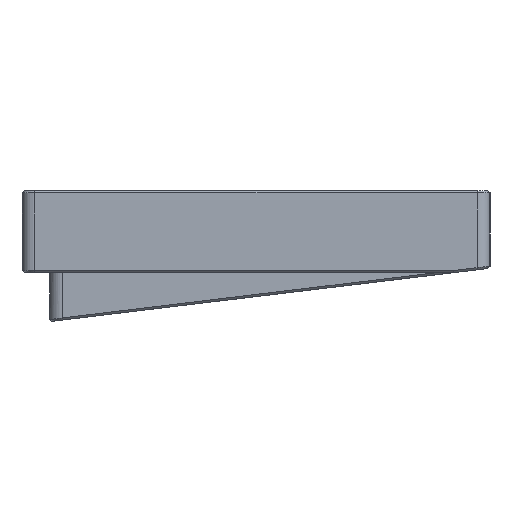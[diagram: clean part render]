
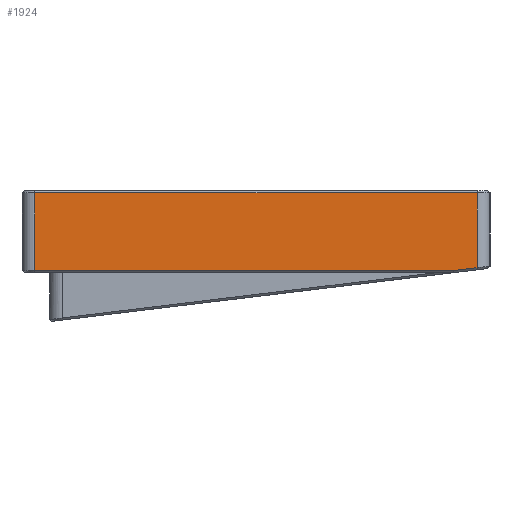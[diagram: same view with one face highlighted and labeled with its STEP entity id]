
A CAD part, left-side view. The second image highlights one B-rep face of the part: STEP entity #1924.
In plain terms, the highlighted planar face has unit normal (-1, 0, 0).
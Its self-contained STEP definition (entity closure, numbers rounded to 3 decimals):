
#172=B_SPLINE_CURVE_WITH_KNOTS('',3,(#3068,#3069,#3070,#3071),
 .UNSPECIFIED.,.F.,.F.,(4,4),(1.551,1.571),
 .UNSPECIFIED.);
#208=FACE_OUTER_BOUND('',#328,.T.);
#328=EDGE_LOOP('',(#1386,#1387,#1388,#1389,#1390,#1391));
#443=LINE('',#2975,#630);
#474=LINE('',#3062,#661);
#475=LINE('',#3066,#662);
#476=LINE('',#3073,#663);
#477=LINE('',#3074,#664);
#630=VECTOR('',#2252,10.);
#661=VECTOR('',#2339,10.);
#662=VECTOR('',#2344,10.);
#663=VECTOR('',#2345,10.);
#664=VECTOR('',#2346,10.);
#825=VERTEX_POINT('',#2972);
#826=VERTEX_POINT('',#2974);
#854=VERTEX_POINT('',#3061);
#855=VERTEX_POINT('',#3065);
#856=VERTEX_POINT('',#3067);
#857=VERTEX_POINT('',#3072);
#1013=EDGE_CURVE('',#825,#826,#443,.T.);
#1057=EDGE_CURVE('',#826,#854,#474,.T.);
#1059=EDGE_CURVE('',#855,#825,#475,.T.);
#1060=EDGE_CURVE('',#856,#855,#172,.T.);
#1061=EDGE_CURVE('',#857,#856,#476,.T.);
#1062=EDGE_CURVE('',#854,#857,#477,.T.);
#1386=ORIENTED_EDGE('',*,*,#1013,.F.);
#1387=ORIENTED_EDGE('',*,*,#1059,.F.);
#1388=ORIENTED_EDGE('',*,*,#1060,.F.);
#1389=ORIENTED_EDGE('',*,*,#1061,.F.);
#1390=ORIENTED_EDGE('',*,*,#1062,.F.);
#1391=ORIENTED_EDGE('',*,*,#1057,.F.);
#1856=PLANE('',#2056);
#1924=ADVANCED_FACE('',(#208),#1856,.F.);
#2056=AXIS2_PLACEMENT_3D('',#3064,#2342,#2343);
#2252=DIRECTION('',(0.,1.,0.));
#2339=DIRECTION('',(0.,0.,1.));
#2342=DIRECTION('center_axis',(1.,0.,0.));
#2343=DIRECTION('ref_axis',(0.,0.,-1.));
#2344=DIRECTION('',(0.,0.993,-0.12));
#2345=DIRECTION('',(0.,0.,-1.));
#2346=DIRECTION('',(0.,-1.,0.));
#2972=CARTESIAN_POINT('',(-146.85,-46.575,11.347));
#2974=CARTESIAN_POINT('',(-146.85,52.1,11.347));
#2975=CARTESIAN_POINT('',(-146.85,-130.957,11.347));
#3061=CARTESIAN_POINT('',(-146.85,52.1,29.647));
#3062=CARTESIAN_POINT('',(-146.85,52.1,7.536));
#3064=CARTESIAN_POINT('Origin',(-146.85,0.,-0.002));
#3065=CARTESIAN_POINT('',(-146.85,-52.04,12.008));
#3066=CARTESIAN_POINT('',(-146.85,21.796,3.073));
#3067=CARTESIAN_POINT('',(-146.85,-52.1,12.015));
#3068=CARTESIAN_POINT('Ctrl Pts',(-146.85,-52.1,12.015));
#3069=CARTESIAN_POINT('Ctrl Pts',(-146.85,-52.08,12.013));
#3070=CARTESIAN_POINT('Ctrl Pts',(-146.85,-52.06,12.01));
#3071=CARTESIAN_POINT('Ctrl Pts',(-146.85,-52.04,12.008));
#3072=CARTESIAN_POINT('',(-146.85,-52.1,29.647));
#3073=CARTESIAN_POINT('',(-146.85,-52.1,10.431));
#3074=CARTESIAN_POINT('',(-146.85,-25.8,29.647));
